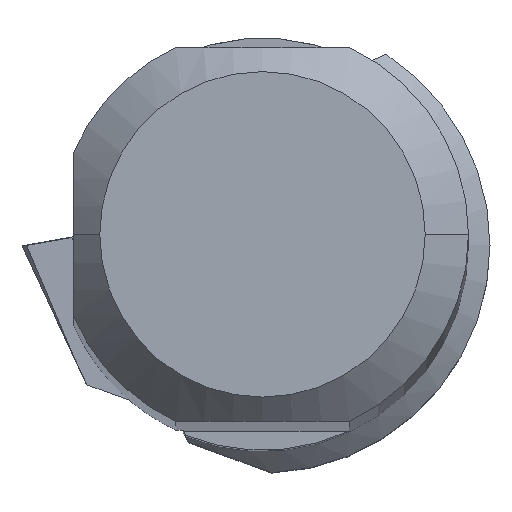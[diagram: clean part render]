
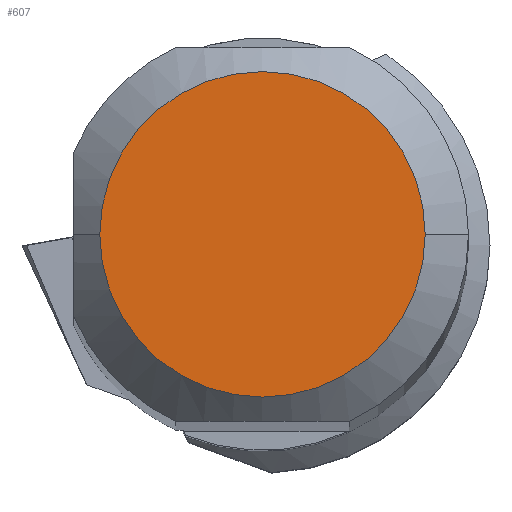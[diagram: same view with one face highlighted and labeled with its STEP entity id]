
A CAD part, top view. The second image highlights one B-rep face of the part: STEP entity #607.
In plain terms, the highlighted planar face has unit normal (0, 0, 1).
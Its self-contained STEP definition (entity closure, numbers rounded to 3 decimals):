
#513=FACE_OUTER_BOUND('',#738,.T.);
#607=ADVANCED_FACE('',(#513),#648,.T.);
#648=PLANE('',#2336);
#738=EDGE_LOOP('',(#1186,#1187,#1188,#1189));
#1186=ORIENTED_EDGE('',*,*,#1594,.F.);
#1187=ORIENTED_EDGE('',*,*,#1598,.F.);
#1188=ORIENTED_EDGE('',*,*,#1597,.F.);
#1189=ORIENTED_EDGE('',*,*,#1595,.F.);
#1365=VERTEX_POINT('',#3718);
#1366=VERTEX_POINT('',#3720);
#1367=VERTEX_POINT('',#3722);
#1368=VERTEX_POINT('',#3726);
#1594=EDGE_CURVE('',#1365,#1366,#1719,.T.);
#1595=EDGE_CURVE('',#1366,#1367,#1720,.T.);
#1597=EDGE_CURVE('',#1367,#1368,#1721,.T.);
#1598=EDGE_CURVE('',#1368,#1365,#1722,.T.);
#1719=CIRCLE('',#2328,3.763);
#1720=CIRCLE('',#2329,3.763);
#1721=CIRCLE('',#2331,3.763);
#1722=CIRCLE('',#2332,3.763);
#2328=AXIS2_PLACEMENT_3D('',#3719,#2782,#2783);
#2329=AXIS2_PLACEMENT_3D('',#3721,#2784,#2785);
#2331=AXIS2_PLACEMENT_3D('',#3725,#2789,#2790);
#2332=AXIS2_PLACEMENT_3D('',#3727,#2791,#2792);
#2336=AXIS2_PLACEMENT_3D('',#3741,#2800,#2801);
#2782=DIRECTION('',(0.,0.,-1.));
#2783=DIRECTION('',(1.,0.,0.));
#2784=DIRECTION('',(0.,0.,-1.));
#2785=DIRECTION('',(0.,-1.,0.));
#2789=DIRECTION('',(0.,0.,-1.));
#2790=DIRECTION('',(-1.,0.,0.));
#2791=DIRECTION('',(0.,0.,-1.));
#2792=DIRECTION('',(0.,1.,0.));
#2800=DIRECTION('',(0.,0.,1.));
#2801=DIRECTION('',(1.,0.,0.));
#3718=CARTESIAN_POINT('',(3.763,0.,0.));
#3719=CARTESIAN_POINT('',(0.,0.,0.));
#3720=CARTESIAN_POINT('',(0.,-3.763,0.));
#3721=CARTESIAN_POINT('',(0.,0.,0.));
#3722=CARTESIAN_POINT('',(-3.763,0.,0.));
#3725=CARTESIAN_POINT('',(0.,0.,0.));
#3726=CARTESIAN_POINT('',(0.,3.763,0.));
#3727=CARTESIAN_POINT('',(0.,0.,0.));
#3741=CARTESIAN_POINT('',(0.,0.,0.));
